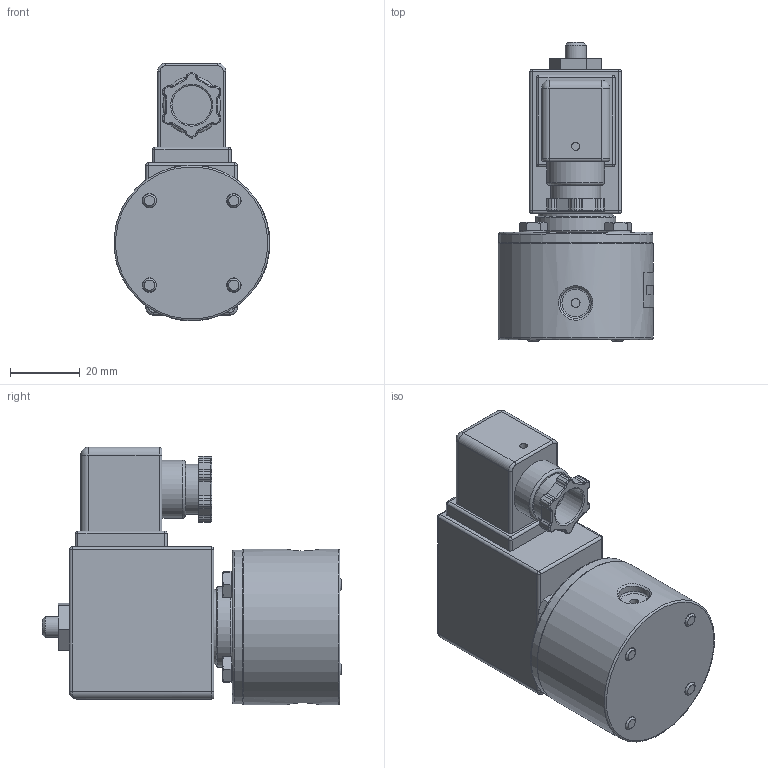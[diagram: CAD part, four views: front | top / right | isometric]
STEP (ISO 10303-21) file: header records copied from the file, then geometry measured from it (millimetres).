
FILE_DESCRIPTION(/* description */ (''),/* implementation_level */ '2;1');
FILE_NAME(/* name */ 'DN2.5_3D_STEP.stp',/* time_stamp */ '2025-08-29T00:25:50+03:00',/* author */ ('igorr'),/* organization */ (''),/* preprocessor_version */ 'ST-DEVELOPER v20',/* originating_system */ 'Autodesk Inventor 2025',/* authorisation */ '');
FILE_SCHEMA (('AUTOMOTIVE_DESIGN { 1 0 10303 214 3 1 1 }'));
Length unit declared in the file: millimetre
Products named in the file (5): Сборка1; Деталь1; Деталь1_1; AS 1110 - M4 x 8; BS 4183 - M8
Assembly tree (7 placements, depth 2):
  Сборка1
    Деталь1
    Деталь1_1
    AS 1110 - M4 x 8  x4
    BS 4183 - M8
Bounding box: 44.52 x 85.5 x 73.62 mm (x, y, z)
Volume: 112302.6 mm3; surface area: 23880.6 mm2
Topology: 11 solids, 11 shells, 417 faces, 946 edges, 582 vertices
Faces by surface type: plane 189, cylinder 113, bspline 45, cone 35, torus 25, sphere 10
Full cylindrical faces by diameter (mm): 2.25 x1, 2.5 x2, 3.9 x4, 4 x4, 4.1 x4, 4.5 x4, 6 x1, 6.647 x1, 7 x4, 8.85 x2, 11.25 x1, 14.25 x1, 16.5 x1, 21.426 x2, 22.926 x1, 44.1 x1, 44.5 x1
Entity records: 10747 total; most frequent: CARTESIAN_POINT 2468, DIRECTION 1672, ORIENTED_EDGE 1582, EDGE_CURVE 791, AXIS2_PLACEMENT_3D 632, VERTEX_POINT 492, LINE 408, VECTOR 408
